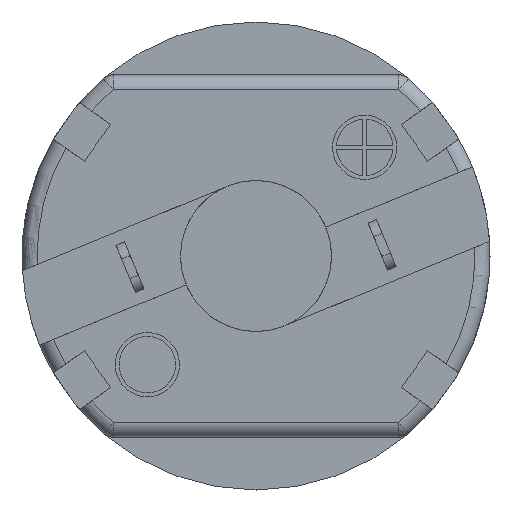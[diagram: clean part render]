
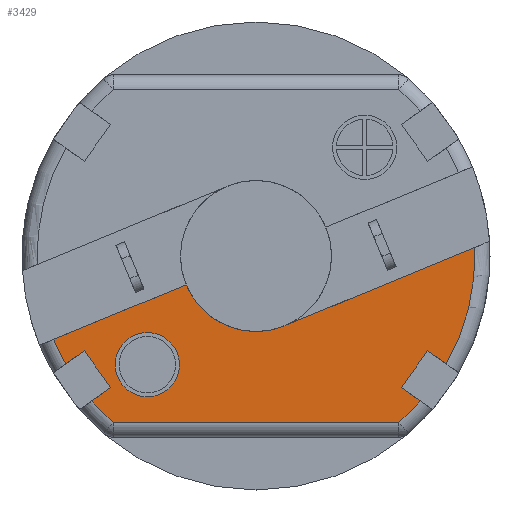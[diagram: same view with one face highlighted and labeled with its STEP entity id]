
A CAD part, front view. The second image highlights one B-rep face of the part: STEP entity #3429.
In plain terms, the highlighted planar face has unit normal (0, -1, 0).
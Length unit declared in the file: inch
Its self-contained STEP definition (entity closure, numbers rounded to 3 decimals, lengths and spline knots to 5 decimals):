
#25 = DIRECTION ( 'NONE',  ( -1., 0., 0. ) ) ;
#32 = CARTESIAN_POINT ( 'NONE',  ( 0.01715, -1.16535, -0.02404 ) ) ;
#42 = DIRECTION ( 'NONE',  ( 0.925, 0., 0.381 ) ) ;
#61 = DIRECTION ( 'NONE',  ( 0., -1., 0. ) ) ;
#84 = LINE ( 'NONE', #32, #365 ) ;
#156 = EDGE_LOOP ( 'NONE', ( #3201, #3128, #2810, #1379, #3389, #3089, #946, #2577, #1611, #1484, #3871, #2434, #4367, #580 ) ) ;
#203 = EDGE_CURVE ( 'NONE', #3430, #3374, #2872, .T. ) ;
#213 = DIRECTION ( 'NONE',  ( 1., 0., 0. ) ) ;
#313 = VERTEX_POINT ( 'NONE', #3311 ) ;
#317 = CARTESIAN_POINT ( 'NONE',  ( 0.18597, -1.16535, -0.21654 ) ) ;
#365 = VECTOR ( 'NONE', #4091, 39.37008 ) ;
#446 = CARTESIAN_POINT ( 'NONE',  ( 0.0375, -1.16535, -0.091 ) ) ;
#459 = EDGE_CURVE ( 'NONE', #2307, #313, #2660, .T. ) ;
#523 = VERTEX_POINT ( 'NONE', #317 ) ;
#530 = VECTOR ( 'NONE', #5012, 39.37008 ) ;
#539 = CARTESIAN_POINT ( 'NONE',  ( -0.20674, -1.16535, -0.14745 ) ) ;
#554 = CARTESIAN_POINT ( 'NONE',  ( -0.22389, -1.16535, -0.12341 ) ) ;
#580 = ORIENTED_EDGE ( 'NONE', *, *, #203, .F. ) ;
#595 = CARTESIAN_POINT ( 'NONE',  ( 0.28522, -1.16535, 0.01106 ) ) ;
#667 = VERTEX_POINT ( 'NONE', #895 ) ;
#763 = EDGE_CURVE ( 'NONE', #313, #667, #2237, .T. ) ;
#810 = CIRCLE ( 'NONE', #3277, 0.28543 ) ;
#851 = LINE ( 'NONE', #446, #2946 ) ;
#895 = CARTESIAN_POINT ( 'NONE',  ( 0.24829, -1.16535, -0.14081 ) ) ;
#946 = ORIENTED_EDGE ( 'NONE', *, *, #2763, .T. ) ;
#1052 = AXIS2_PLACEMENT_3D ( 'NONE', #2146, #1673, #4522 ) ;
#1181 = DIRECTION ( 'NONE',  ( 0.581, 0., 0.814 ) ) ;
#1187 = EDGE_CURVE ( 'NONE', #4675, #4608, #5103, .T. ) ;
#1275 = CARTESIAN_POINT ( 'NONE',  ( 0.214, -1.16535, -0.18889 ) ) ;
#1323 = AXIS2_PLACEMENT_3D ( 'NONE', #2293, #1404, #213 ) ;
#1359 = DIRECTION ( 'NONE',  ( 1., 0., 0. ) ) ;
#1372 = FACE_BOUND ( 'NONE', #2644, .T. ) ;
#1379 = ORIENTED_EDGE ( 'NONE', *, *, #2824, .F. ) ;
#1399 = AXIS2_PLACEMENT_3D ( 'NONE', #2995, #3329, #5063 ) ;
#1404 = DIRECTION ( 'NONE',  ( 0., -1., 0. ) ) ;
#1484 = ORIENTED_EDGE ( 'NONE', *, *, #459, .T. ) ;
#1597 = EDGE_CURVE ( 'NONE', #2043, #3430, #3799, .T. ) ;
#1606 = ORIENTED_EDGE ( 'NONE', *, *, #3858, .F. ) ;
#1611 = ORIENTED_EDGE ( 'NONE', *, *, #4766, .T. ) ;
#1673 = DIRECTION ( 'NONE',  ( 0., -1., 0. ) ) ;
#1725 = LINE ( 'NONE', #3342, #3039 ) ;
#1794 = AXIS2_PLACEMENT_3D ( 'NONE', #1844, #4638, #2160 ) ;
#1844 = CARTESIAN_POINT ( 'NONE',  ( 0., -1.16535, 0. ) ) ;
#1858 = CARTESIAN_POINT ( 'NONE',  ( 0., -1.16535, 0. ) ) ;
#2043 = VERTEX_POINT ( 'NONE', #4790 ) ;
#2080 = FACE_OUTER_BOUND ( 'NONE', #156, .T. ) ;
#2091 = VECTOR ( 'NONE', #2715, 39.37008 ) ;
#2126 = LINE ( 'NONE', #539, #3553 ) ;
#2146 = CARTESIAN_POINT ( 'NONE',  ( 0., -1.16535, 0. ) ) ;
#2160 = DIRECTION ( 'NONE',  ( 1., 0., 0. ) ) ;
#2161 = CARTESIAN_POINT ( 'NONE',  ( -0.01715, -1.16535, 0.02404 ) ) ;
#2237 = LINE ( 'NONE', #2955, #5173 ) ;
#2293 = CARTESIAN_POINT ( 'NONE',  ( 0., -1.16535, 0. ) ) ;
#2307 = VERTEX_POINT ( 'NONE', #4287 ) ;
#2313 = CARTESIAN_POINT ( 'NONE',  ( -0.01715, -1.16535, -0.02404 ) ) ;
#2359 = CARTESIAN_POINT ( 'NONE',  ( 0.20674, -1.16535, -0.14745 ) ) ;
#2434 = ORIENTED_EDGE ( 'NONE', *, *, #4236, .T. ) ;
#2490 = PLANE ( 'NONE',  #1399 ) ;
#2542 = VECTOR ( 'NONE', #3404, 39.37008 ) ;
#2543 = CARTESIAN_POINT ( 'NONE',  ( 0.0375, -1.16535, -0.091 ) ) ;
#2577 = ORIENTED_EDGE ( 'NONE', *, *, #4298, .T. ) ;
#2590 = CARTESIAN_POINT ( 'NONE',  ( -0.09986, -1.16535, -0.14173 ) ) ;
#2638 = AXIS2_PLACEMENT_3D ( 'NONE', #3377, #5007, #4899 ) ;
#2644 = EDGE_LOOP ( 'NONE', ( #1606 ) ) ;
#2660 = LINE ( 'NONE', #2359, #3135 ) ;
#2674 = VERTEX_POINT ( 'NONE', #1275 ) ;
#2684 = VERTEX_POINT ( 'NONE', #3266 ) ;
#2715 = DIRECTION ( 'NONE',  ( -0.814, 0., 0.581 ) ) ;
#2727 = CIRCLE ( 'NONE', #2638, 0.04187 ) ;
#2744 = CARTESIAN_POINT ( 'NONE',  ( -0.214, -1.16535, -0.18889 ) ) ;
#2752 = VERTEX_POINT ( 'NONE', #595 ) ;
#2763 = EDGE_CURVE ( 'NONE', #4608, #523, #1725, .T. ) ;
#2810 = ORIENTED_EDGE ( 'NONE', *, *, #3422, .F. ) ;
#2824 = EDGE_CURVE ( 'NONE', #3573, #3382, #2126, .T. ) ;
#2872 = CIRCLE ( 'NONE', #5078, 0.09843 ) ;
#2946 = VECTOR ( 'NONE', #42, 39.37008 ) ;
#2955 = CARTESIAN_POINT ( 'NONE',  ( 0.01715, -1.16535, 0.02404 ) ) ;
#2995 = CARTESIAN_POINT ( 'NONE',  ( 0., -1.16535, 0. ) ) ;
#2996 = CARTESIAN_POINT ( 'NONE',  ( -0.18597, -1.16535, -0.21654 ) ) ;
#3039 = VECTOR ( 'NONE', #1359, 39.37008 ) ;
#3079 = CARTESIAN_POINT ( 'NONE',  ( -0.091, -1.16535, -0.0375 ) ) ;
#3089 = ORIENTED_EDGE ( 'NONE', *, *, #1187, .T. ) ;
#3128 = ORIENTED_EDGE ( 'NONE', *, *, #4262, .T. ) ;
#3135 = VECTOR ( 'NONE', #1181, 39.37008 ) ;
#3201 = ORIENTED_EDGE ( 'NONE', *, *, #1597, .F. ) ;
#3202 = CIRCLE ( 'NONE', #1323, 0.28543 ) ;
#3266 = CARTESIAN_POINT ( 'NONE',  ( -0.24829, -1.16535, -0.14081 ) ) ;
#3277 = AXIS2_PLACEMENT_3D ( 'NONE', #4546, #61, #3316 ) ;
#3311 = CARTESIAN_POINT ( 'NONE',  ( 0.22389, -1.16535, -0.12341 ) ) ;
#3316 = DIRECTION ( 'NONE',  ( 1., 0., 0. ) ) ;
#3329 = DIRECTION ( 'NONE',  ( 0., 1., 0. ) ) ;
#3342 = CARTESIAN_POINT ( 'NONE',  ( 0., -1.16535, -0.21654 ) ) ;
#3374 = VERTEX_POINT ( 'NONE', #2543 ) ;
#3377 = CARTESIAN_POINT ( 'NONE',  ( -0.14173, -1.16535, -0.14173 ) ) ;
#3382 = VERTEX_POINT ( 'NONE', #554 ) ;
#3389 = ORIENTED_EDGE ( 'NONE', *, *, #4188, .F. ) ;
#3404 = DIRECTION ( 'NONE',  ( 0.925, 0., 0.381 ) ) ;
#3422 = EDGE_CURVE ( 'NONE', #3382, #2684, #3810, .T. ) ;
#3424 = CARTESIAN_POINT ( 'NONE',  ( 0., -1.16535, 0. ) ) ;
#3425 = DIRECTION ( 'NONE',  ( 0.814, 0., -0.581 ) ) ;
#3429 = ADVANCED_FACE ( 'NONE', ( #2080, #1372 ), #2490, .F. ) ;
#3430 = VERTEX_POINT ( 'NONE', #3079 ) ;
#3553 = VECTOR ( 'NONE', #5049, 39.37008 ) ;
#3573 = VERTEX_POINT ( 'NONE', #3919 ) ;
#3684 = DIRECTION ( 'NONE',  ( 0., -1., 0. ) ) ;
#3799 = LINE ( 'NONE', #3424, #2542 ) ;
#3810 = LINE ( 'NONE', #2161, #530 ) ;
#3858 = EDGE_CURVE ( 'NONE', #4614, #4614, #2727, .T. ) ;
#3871 = ORIENTED_EDGE ( 'NONE', *, *, #763, .T. ) ;
#3919 = CARTESIAN_POINT ( 'NONE',  ( -0.1896, -1.16535, -0.17149 ) ) ;
#4091 = DIRECTION ( 'NONE',  ( 0.814, 0., 0.581 ) ) ;
#4188 = EDGE_CURVE ( 'NONE', #4675, #3573, #84, .T. ) ;
#4236 = EDGE_CURVE ( 'NONE', #667, #2752, #4804, .T. ) ;
#4262 = EDGE_CURVE ( 'NONE', #2043, #2684, #810, .T. ) ;
#4287 = CARTESIAN_POINT ( 'NONE',  ( 0.1896, -1.16535, -0.17149 ) ) ;
#4298 = EDGE_CURVE ( 'NONE', #523, #2674, #3202, .T. ) ;
#4367 = ORIENTED_EDGE ( 'NONE', *, *, #4954, .F. ) ;
#4522 = DIRECTION ( 'NONE',  ( 1., 0., 0. ) ) ;
#4546 = CARTESIAN_POINT ( 'NONE',  ( 0., -1.16535, 0. ) ) ;
#4608 = VERTEX_POINT ( 'NONE', #2996 ) ;
#4614 = VERTEX_POINT ( 'NONE', #2590 ) ;
#4638 = DIRECTION ( 'NONE',  ( 0., -1., 0. ) ) ;
#4675 = VERTEX_POINT ( 'NONE', #2744 ) ;
#4766 = EDGE_CURVE ( 'NONE', #2674, #2307, #5123, .T. ) ;
#4790 = CARTESIAN_POINT ( 'NONE',  ( -0.26391, -1.16535, -0.10874 ) ) ;
#4804 = CIRCLE ( 'NONE', #1052, 0.28543 ) ;
#4899 = DIRECTION ( 'NONE',  ( 1., 0., 0. ) ) ;
#4954 = EDGE_CURVE ( 'NONE', #3374, #2752, #851, .T. ) ;
#5007 = DIRECTION ( 'NONE',  ( 0., -1., 0. ) ) ;
#5012 = DIRECTION ( 'NONE',  ( -0.814, 0., -0.581 ) ) ;
#5049 = DIRECTION ( 'NONE',  ( -0.581, 0., 0.814 ) ) ;
#5063 = DIRECTION ( 'NONE',  ( 1., 0., 0. ) ) ;
#5078 = AXIS2_PLACEMENT_3D ( 'NONE', #1858, #3684, #25 ) ;
#5103 = CIRCLE ( 'NONE', #1794, 0.28543 ) ;
#5123 = LINE ( 'NONE', #2313, #2091 ) ;
#5173 = VECTOR ( 'NONE', #3425, 39.37008 ) ;
